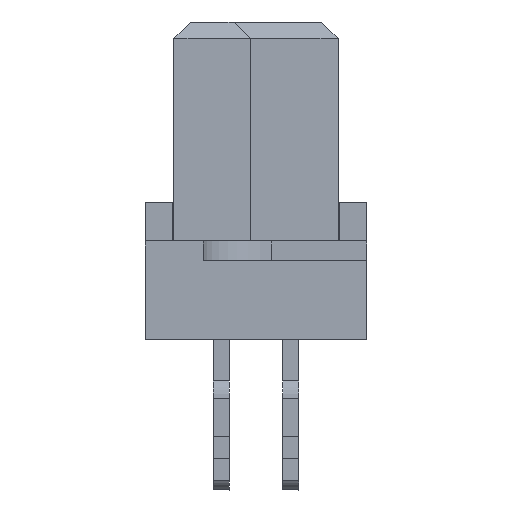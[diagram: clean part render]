
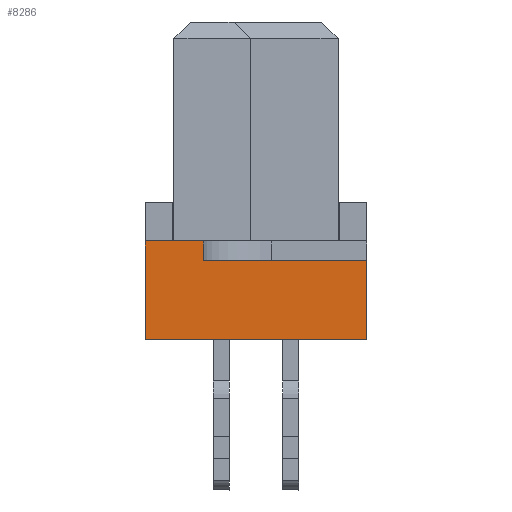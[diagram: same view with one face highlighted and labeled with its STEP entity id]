
A CAD part, front view. The second image highlights one B-rep face of the part: STEP entity #8286.
In plain terms, the highlighted planar face has unit normal (0, -1, 0).
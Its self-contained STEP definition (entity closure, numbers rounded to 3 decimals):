
#7096=PLANE('',#30353);
#8286=ADVANCED_FACE('F43',(#9677),#7096,.T.);
#9677=FACE_OUTER_BOUND('',#10996,.T.);
#10996=EDGE_LOOP('',(#21889,#21890,#21891,#21892,#21893,#21894));
#13617=LINE('',#42939,#16152);
#13626=LINE('',#42958,#16161);
#13627=LINE('',#42960,#16162);
#13628=LINE('',#42962,#16163);
#13629=LINE('',#42963,#16164);
#13630=LINE('',#42965,#16165);
#16152=VECTOR('',#36444,1.);
#16161=VECTOR('',#36455,1.);
#16162=VECTOR('',#36458,1.);
#16163=VECTOR('',#36459,1.);
#16164=VECTOR('',#36460,1.);
#16165=VECTOR('',#36461,1.);
#21889=ORIENTED_EDGE('',*,*,#27825,.T.);
#21890=ORIENTED_EDGE('',*,*,#27824,.T.);
#21891=ORIENTED_EDGE('',*,*,#27826,.F.);
#21892=ORIENTED_EDGE('',*,*,#27815,.F.);
#21893=ORIENTED_EDGE('',*,*,#27827,.F.);
#21894=ORIENTED_EDGE('',*,*,#27828,.F.);
#24673=VERTEX_POINT('',#42938);
#24674=VERTEX_POINT('',#42940);
#24679=VERTEX_POINT('',#42952);
#24682=VERTEX_POINT('',#42957);
#24683=VERTEX_POINT('',#42961);
#24684=VERTEX_POINT('',#42964);
#27815=EDGE_CURVE('E147',#24673,#24674,#13617,.T.);
#27824=EDGE_CURVE('E146',#24679,#24682,#13626,.T.);
#27825=EDGE_CURVE('E145',#24683,#24679,#13627,.T.);
#27826=EDGE_CURVE('E39',#24674,#24682,#13628,.T.);
#27827=EDGE_CURVE('E148',#24684,#24673,#13629,.T.);
#27828=EDGE_CURVE('E149',#24683,#24684,#13630,.T.);
#30353=AXIS2_PLACEMENT_3D('',#42966,#36462,#36463);
#36444=DIRECTION('',(0.,0.,1.));
#36455=DIRECTION('',(0.,0.,1.));
#36458=DIRECTION('',(-1.,0.,0.));
#36459=DIRECTION('',(1.,0.,0.));
#36460=DIRECTION('',(-1.,0.,0.));
#36461=DIRECTION('',(0.,0.,-1.));
#36462=DIRECTION('',(0.,-1.,0.));
#36463=DIRECTION('',(0.,0.,-1.));
#42938=CARTESIAN_POINT('',(-2.78,-86.87,-11.6));
#42939=CARTESIAN_POINT('',(-2.78,-86.87,-9.15));
#42940=CARTESIAN_POINT('',(-2.78,-86.87,-8.));
#42952=CARTESIAN_POINT('',(-0.66,-86.87,-8.7));
#42957=CARTESIAN_POINT('',(-0.66,-86.87,-8.));
#42958=CARTESIAN_POINT('',(-0.66,-86.87,-7.7));
#42960=CARTESIAN_POINT('',(2.28,-86.87,-8.7));
#42961=CARTESIAN_POINT('',(5.32,-86.87,-8.7));
#42962=CARTESIAN_POINT('',(-1.77,-86.87,-8.));
#42963=CARTESIAN_POINT('',(1.27,-86.87,-11.6));
#42964=CARTESIAN_POINT('',(5.32,-86.87,-11.6));
#42965=CARTESIAN_POINT('',(5.32,-86.87,-10.15));
#42966=CARTESIAN_POINT('',(-2.78,-86.87,-6.7));
